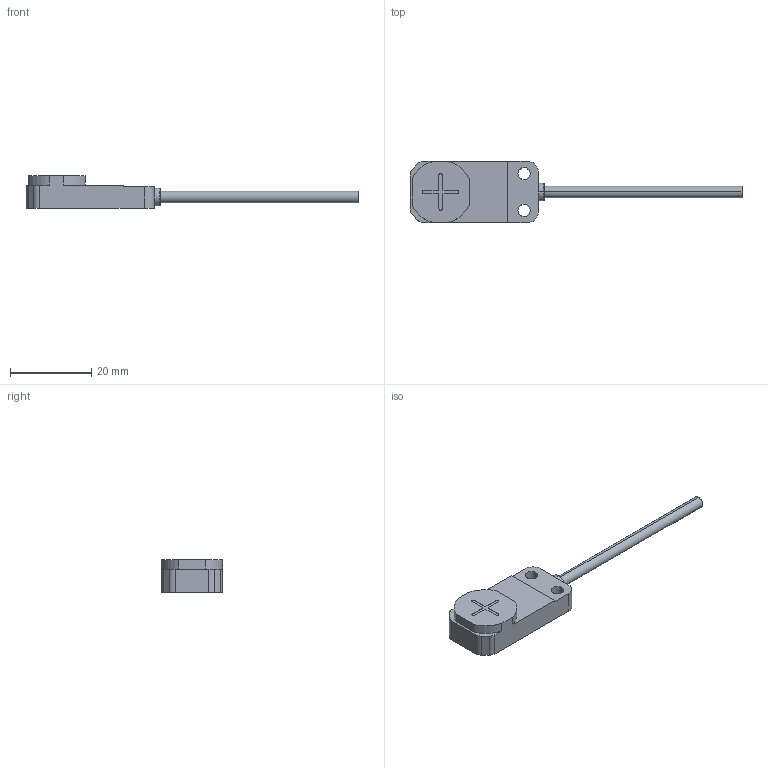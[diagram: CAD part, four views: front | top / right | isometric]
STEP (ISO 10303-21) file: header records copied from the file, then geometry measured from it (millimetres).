
FILE_DESCRIPTION((''),'2;1');
FILE_NAME('SQ15F-05NOF','2022-05-27T13:56:27',('Administrator'),(''),'CREO PARAMETRIC BY PTC INC, 2021023','CREO PARAMETRIC BY PTC INC, 2021023','');
FILE_SCHEMA(('CONFIG_CONTROL_DESIGN'));
Length unit declared in the file: millimetre
Products named in the file (1): SQ15F-05NOF
Bounding box: 81.5 x 15 x 8 mm (x, y, z)
Volume: 3252.8 mm3; surface area: 2051.5 mm2
Topology: 1 solids, 1 shells, 55 faces, 146 edges, 96 vertices
Faces by surface type: cylinder 26, plane 25, torus 4
Entity records: 1774 total; most frequent: DIRECTION 316, CARTESIAN_POINT 297, ORIENTED_EDGE 292, EDGE_CURVE 146, AXIS2_PLACEMENT_3D 115, VERTEX_POINT 96, VECTOR 86, LINE 86
